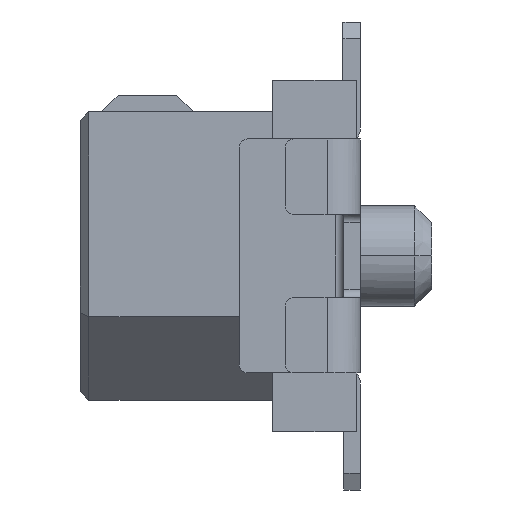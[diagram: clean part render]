
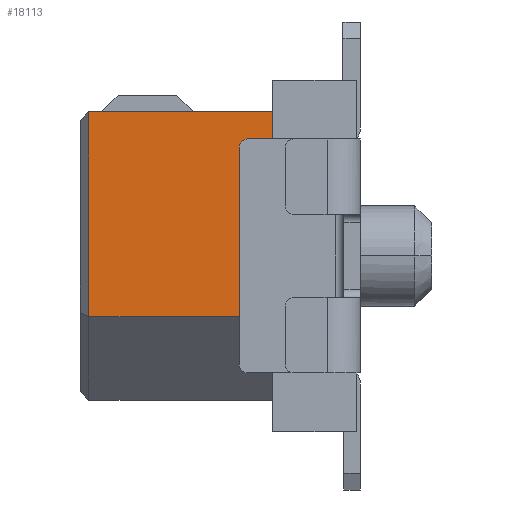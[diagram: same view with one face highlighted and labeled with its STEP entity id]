
A CAD part, left-side view. The second image highlights one B-rep face of the part: STEP entity #18113.
In plain terms, the highlighted planar face has unit normal (-1, 0, 0).
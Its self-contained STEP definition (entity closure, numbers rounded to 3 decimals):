
#3035=DIRECTION('',(0.,1.,0.));
#3036=VECTOR('',#3035,2.2);
#3037=CARTESIAN_POINT('',(-13.8,1.,-0.725));
#3038=LINE('',#3037,#3036);
#3055=DIRECTION('',(0.,0.,-1.));
#3056=VECTOR('',#3055,2.45);
#3057=CARTESIAN_POINT('',(-13.8,3.2,1.725));
#3058=LINE('',#3057,#3056);
#3059=DIRECTION('',(0.,1.,0.));
#3060=VECTOR('',#3059,2.2);
#3061=CARTESIAN_POINT('',(-13.8,1.,1.725));
#3062=LINE('',#3061,#3060);
#3063=DIRECTION('',(0.,0.,1.));
#3064=VECTOR('',#3063,2.45);
#3065=CARTESIAN_POINT('',(-13.8,1.,-0.725));
#3066=LINE('',#3065,#3064);
#10405=CARTESIAN_POINT('',(-13.8,1.,1.725));
#10406=VERTEX_POINT('',#10405);
#10407=CARTESIAN_POINT('',(-13.8,3.2,1.725));
#10408=VERTEX_POINT('',#10407);
#10537=CARTESIAN_POINT('',(-13.8,1.,-0.725));
#10539=VERTEX_POINT('',#10537);
#11023=CARTESIAN_POINT('',(-13.8,3.2,-0.725));
#11024=VERTEX_POINT('',#11023);
#18102=CARTESIAN_POINT('',(-13.8,2.1,0.5));
#18103=DIRECTION('',(1.,0.,0.));
#18104=DIRECTION('',(0.,0.,1.));
#18105=AXIS2_PLACEMENT_3D('',#18102,#18103,#18104);
#18106=PLANE('',#18105);
#18107=ORIENTED_EDGE('',*,*,#18094,.F.);
#18108=ORIENTED_EDGE('',*,*,#13929,.F.);
#18109=ORIENTED_EDGE('',*,*,#14627,.F.);
#18110=ORIENTED_EDGE('',*,*,#18069,.T.);
#18111=EDGE_LOOP('',(#18107,#18108,#18109,#18110));
#18112=FACE_OUTER_BOUND('',#18111,.F.);
#13929=EDGE_CURVE('',#10406,#10408,#3062,.T.);
#14627=EDGE_CURVE('',#10539,#10406,#3066,.T.);
#18069=EDGE_CURVE('',#10539,#11024,#3038,.T.);
#18094=EDGE_CURVE('',#10408,#11024,#3058,.T.);
#18113=ADVANCED_FACE('',(#18112),#18106,.F.);
